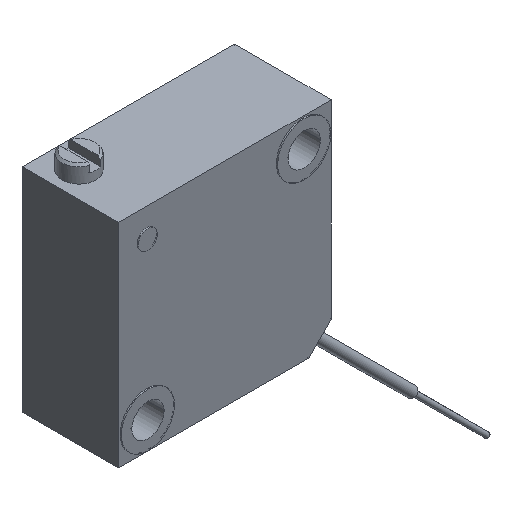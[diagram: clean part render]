
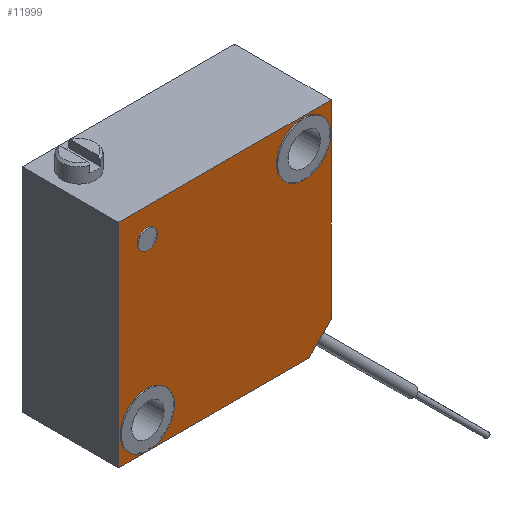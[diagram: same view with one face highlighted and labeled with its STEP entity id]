
A CAD part, isometric view. The second image highlights one B-rep face of the part: STEP entity #11999.
In plain terms, the highlighted planar face has unit normal (0, -1, 0).
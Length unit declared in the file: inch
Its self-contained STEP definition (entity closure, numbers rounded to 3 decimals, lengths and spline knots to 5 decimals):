
#2576=DIRECTION('',(-0.707,0.,-0.707));
#2577=VECTOR('',#2576,0.075);
#2578=CARTESIAN_POINT('',(0.25,0.,-0.19697));
#2579=LINE('',#2578,#2577);
#2580=DIRECTION('',(-1.,0.,0.));
#2581=VECTOR('',#2580,0.44697);
#2582=CARTESIAN_POINT('',(0.19697,0.,-0.25));
#2583=LINE('',#2582,#2581);
#2584=DIRECTION('',(0.,0.,1.));
#2585=VECTOR('',#2584,0.5);
#2586=CARTESIAN_POINT('',(-0.25,0.,-0.25));
#2587=LINE('',#2586,#2585);
#2588=DIRECTION('',(1.,0.,0.));
#2589=VECTOR('',#2588,0.5);
#2590=CARTESIAN_POINT('',(-0.25,0.,0.25));
#2591=LINE('',#2590,#2589);
#2592=DIRECTION('',(0.,0.,-1.));
#2593=VECTOR('',#2592,0.44697);
#2594=CARTESIAN_POINT('',(0.25,0.,0.25));
#2595=LINE('',#2594,#2593);
#2596=CARTESIAN_POINT('',(-0.18385,0.,-0.18385));
#2597=DIRECTION('',(0.,-1.,0.));
#2598=DIRECTION('',(-1.,0.,0.));
#2599=AXIS2_PLACEMENT_3D('',#2596,#2597,#2598);
#2601=CARTESIAN_POINT('',(-0.18385,0.,-0.18385));
#2602=DIRECTION('',(0.,-1.,0.));
#2603=DIRECTION('',(0.998,0.,-0.063));
#2604=AXIS2_PLACEMENT_3D('',#2601,#2602,#2603);
#2606=CARTESIAN_POINT('',(-0.18385,0.,-0.18385));
#2607=DIRECTION('',(0.,-1.,0.));
#2608=DIRECTION('',(1.,0.,0.));
#2609=AXIS2_PLACEMENT_3D('',#2606,#2607,#2608);
#2611=CARTESIAN_POINT('',(-0.18385,0.,-0.18385));
#2612=DIRECTION('',(0.,-1.,0.));
#2613=DIRECTION('',(-0.998,0.,0.063));
#2614=AXIS2_PLACEMENT_3D('',#2611,#2612,#2613);
#2616=CARTESIAN_POINT('',(0.18385,0.,0.18385));
#2617=DIRECTION('',(0.,-1.,0.));
#2618=DIRECTION('',(-1.,0.,0.));
#2619=AXIS2_PLACEMENT_3D('',#2616,#2617,#2618);
#2621=CARTESIAN_POINT('',(0.18385,0.,0.18385));
#2622=DIRECTION('',(0.,-1.,0.));
#2623=DIRECTION('',(0.998,0.,-0.063));
#2624=AXIS2_PLACEMENT_3D('',#2621,#2622,#2623);
#2626=CARTESIAN_POINT('',(0.18385,0.,0.18385));
#2627=DIRECTION('',(0.,-1.,0.));
#2628=DIRECTION('',(1.,0.,0.));
#2629=AXIS2_PLACEMENT_3D('',#2626,#2627,#2628);
#2631=CARTESIAN_POINT('',(0.18385,0.,0.18385));
#2632=DIRECTION('',(0.,-1.,0.));
#2633=DIRECTION('',(-0.998,0.,0.063));
#2634=AXIS2_PLACEMENT_3D('',#2631,#2632,#2633);
#2636=CARTESIAN_POINT('',(-0.18385,0.,0.18385));
#2637=DIRECTION('',(0.,-1.,0.));
#2638=DIRECTION('',(-1.,0.,0.));
#2639=AXIS2_PLACEMENT_3D('',#2636,#2637,#2638);
#2641=CARTESIAN_POINT('',(-0.18385,0.,0.18385));
#2642=DIRECTION('',(0.,-1.,0.));
#2643=DIRECTION('',(0.997,0.,-0.079));
#2644=AXIS2_PLACEMENT_3D('',#2641,#2642,#2643);
#2646=CARTESIAN_POINT('',(-0.18385,0.,0.18385));
#2647=DIRECTION('',(0.,-1.,0.));
#2648=DIRECTION('',(1.,0.,0.));
#2649=AXIS2_PLACEMENT_3D('',#2646,#2647,#2648);
#2651=CARTESIAN_POINT('',(-0.18385,0.,0.18385));
#2652=DIRECTION('',(0.,-1.,0.));
#2653=DIRECTION('',(-0.997,0.,0.079));
#2654=AXIS2_PLACEMENT_3D('',#2651,#2652,#2653);
#8680=CARTESIAN_POINT('',(0.25,0.,-0.19697));
#8681=CARTESIAN_POINT('',(0.19697,0.,-0.25));
#8682=VERTEX_POINT('',#8680);
#8683=VERTEX_POINT('',#8681);
#8708=CARTESIAN_POINT('',(-0.25,0.,-0.25));
#8709=VERTEX_POINT('',#8708);
#8710=CARTESIAN_POINT('',(-0.25,0.,0.25));
#8711=VERTEX_POINT('',#8710);
#8712=CARTESIAN_POINT('',(0.25,0.,0.25));
#8713=VERTEX_POINT('',#8712);
#8714=CARTESIAN_POINT('',(-0.24635,0.,-0.18385));
#8715=CARTESIAN_POINT('',(-0.12147,0.,-0.18777));
#8716=VERTEX_POINT('',#8714);
#8717=VERTEX_POINT('',#8715);
#8718=CARTESIAN_POINT('',(-0.12135,0.,-0.18385));
#8719=VERTEX_POINT('',#8718);
#8720=CARTESIAN_POINT('',(-0.24622,0.,-0.17992));
#8721=VERTEX_POINT('',#8720);
#8722=CARTESIAN_POINT('',(0.12135,0.,0.18385));
#8723=CARTESIAN_POINT('',(0.24622,0.,0.17992));
#8724=VERTEX_POINT('',#8722);
#8725=VERTEX_POINT('',#8723);
#8726=CARTESIAN_POINT('',(0.24635,0.,0.18385));
#8727=VERTEX_POINT('',#8726);
#8728=CARTESIAN_POINT('',(0.12147,0.,0.18777));
#8729=VERTEX_POINT('',#8728);
#8730=CARTESIAN_POINT('',(-0.20635,0.,0.18385));
#8731=CARTESIAN_POINT('',(-0.16142,0.,0.18207));
#8732=VERTEX_POINT('',#8730);
#8733=VERTEX_POINT('',#8731);
#8734=CARTESIAN_POINT('',(-0.16135,0.,0.18385));
#8735=VERTEX_POINT('',#8734);
#8736=CARTESIAN_POINT('',(-0.20628,0.,0.18563));
#8737=VERTEX_POINT('',#8736);
#11953=CARTESIAN_POINT('',(0.,0.,0.));
#11954=DIRECTION('',(0.,1.,0.));
#11955=DIRECTION('',(1.,0.,0.));
#11956=AXIS2_PLACEMENT_3D('',#11953,#11954,#11955);
#11957=PLANE('',#11956);
#11958=ORIENTED_EDGE('',*,*,#11913,.T.);
#11960=ORIENTED_EDGE('',*,*,#11959,.T.);
#11962=ORIENTED_EDGE('',*,*,#11961,.T.);
#11964=ORIENTED_EDGE('',*,*,#11963,.T.);
#11966=ORIENTED_EDGE('',*,*,#11965,.T.);
#11967=EDGE_LOOP('',(#11958,#11960,#11962,#11964,#11966));
#11968=FACE_OUTER_BOUND('',#11967,.F.);
#11970=ORIENTED_EDGE('',*,*,#11969,.T.);
#11972=ORIENTED_EDGE('',*,*,#11971,.T.);
#11974=ORIENTED_EDGE('',*,*,#11973,.T.);
#11976=ORIENTED_EDGE('',*,*,#11975,.T.);
#11977=EDGE_LOOP('',(#11970,#11972,#11974,#11976));
#11978=FACE_BOUND('',#11977,.F.);
#11980=ORIENTED_EDGE('',*,*,#11979,.T.);
#11982=ORIENTED_EDGE('',*,*,#11981,.T.);
#11984=ORIENTED_EDGE('',*,*,#11983,.T.);
#11986=ORIENTED_EDGE('',*,*,#11985,.T.);
#11987=EDGE_LOOP('',(#11980,#11982,#11984,#11986));
#11988=FACE_BOUND('',#11987,.F.);
#11990=ORIENTED_EDGE('',*,*,#11989,.T.);
#11992=ORIENTED_EDGE('',*,*,#11991,.T.);
#11994=ORIENTED_EDGE('',*,*,#11993,.T.);
#11996=ORIENTED_EDGE('',*,*,#11995,.T.);
#11997=EDGE_LOOP('',(#11990,#11992,#11994,#11996));
#11998=FACE_BOUND('',#11997,.F.);
#11999=ADVANCED_FACE('',(#11968,#11978,#11988,#11998),#11957,.F.);
#2600=CIRCLE('',#2599,0.0625);
#2605=CIRCLE('',#2604,0.0625);
#2610=CIRCLE('',#2609,0.0625);
#2615=CIRCLE('',#2614,0.0625);
#2620=CIRCLE('',#2619,0.0625);
#2625=CIRCLE('',#2624,0.0625);
#2630=CIRCLE('',#2629,0.0625);
#2635=CIRCLE('',#2634,0.0625);
#2640=CIRCLE('',#2639,0.0225);
#2645=CIRCLE('',#2644,0.0225);
#2650=CIRCLE('',#2649,0.0225);
#2655=CIRCLE('',#2654,0.0225);
#11913=EDGE_CURVE('',#8682,#8683,#2579,.T.);
#11959=EDGE_CURVE('',#8683,#8709,#2583,.T.);
#11961=EDGE_CURVE('',#8709,#8711,#2587,.T.);
#11963=EDGE_CURVE('',#8711,#8713,#2591,.T.);
#11965=EDGE_CURVE('',#8713,#8682,#2595,.T.);
#11969=EDGE_CURVE('',#8716,#8717,#2600,.T.);
#11971=EDGE_CURVE('',#8717,#8719,#2605,.T.);
#11973=EDGE_CURVE('',#8719,#8721,#2610,.T.);
#11975=EDGE_CURVE('',#8721,#8716,#2615,.T.);
#11979=EDGE_CURVE('',#8724,#8725,#2620,.T.);
#11981=EDGE_CURVE('',#8725,#8727,#2625,.T.);
#11983=EDGE_CURVE('',#8727,#8729,#2630,.T.);
#11985=EDGE_CURVE('',#8729,#8724,#2635,.T.);
#11989=EDGE_CURVE('',#8732,#8733,#2640,.T.);
#11991=EDGE_CURVE('',#8733,#8735,#2645,.T.);
#11993=EDGE_CURVE('',#8735,#8737,#2650,.T.);
#11995=EDGE_CURVE('',#8737,#8732,#2655,.T.);
